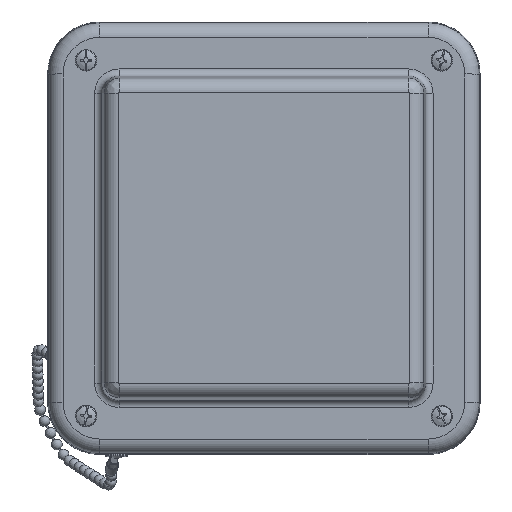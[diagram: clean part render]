
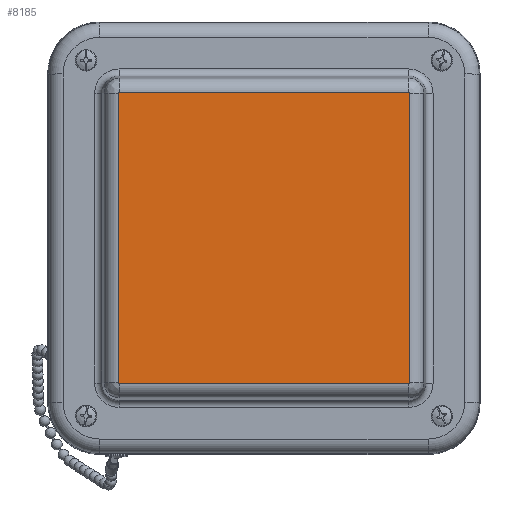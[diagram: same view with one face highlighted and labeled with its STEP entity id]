
A CAD part, top view. The second image highlights one B-rep face of the part: STEP entity #8185.
In plain terms, the highlighted planar face has unit normal (0, 0, 1).
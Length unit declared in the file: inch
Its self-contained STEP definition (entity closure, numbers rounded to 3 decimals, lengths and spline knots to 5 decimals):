
#557=LINE($,#15161,#950);
#560=LINE($,#15168,#953);
#561=LINE($,#15201,#954);
#564=LINE($,#15208,#957);
#950=VECTOR($,#11088,5.0411);
#953=VECTOR($,#11095,5.0411);
#954=VECTOR($,#11112,5.0411);
#957=VECTOR($,#11119,5.0411);
#1312=PLANE($,#9131);
#2137=FACE_OUTER_BOUND($,#2764,.T.);
#2764=EDGE_LOOP($,(#6808,#6809,#6810,#6811,#6812,#6813,#6814,#6815));
#3471=CIRCLE($,#9106,0.00858);
#3477=CIRCLE($,#9114,0.00858);
#3481=CIRCLE($,#9118,0.00858);
#3485=CIRCLE($,#9124,0.00858);
#4112=VERTEX_POINT($,#15150);
#4113=VERTEX_POINT($,#15152);
#4116=VERTEX_POINT($,#15159);
#4117=VERTEX_POINT($,#15164);
#4120=VERTEX_POINT($,#15179);
#4121=VERTEX_POINT($,#15192);
#4124=VERTEX_POINT($,#15199);
#4125=VERTEX_POINT($,#15204);
#5078=EDGE_CURVE($,#4112,#4113,#3471,.T.);
#5082=EDGE_CURVE($,#4116,#4112,#557,.T.);
#5086=EDGE_CURVE($,#4113,#4117,#560,.T.);
#5088=EDGE_CURVE($,#4120,#4116,#3477,.T.);
#5092=EDGE_CURVE($,#4117,#4121,#3481,.T.);
#5094=EDGE_CURVE($,#4124,#4120,#561,.T.);
#5098=EDGE_CURVE($,#4121,#4125,#564,.T.);
#5100=EDGE_CURVE($,#4125,#4124,#3485,.T.);
#6808=ORIENTED_EDGE($,*,*,#5078,.F.);
#6809=ORIENTED_EDGE($,*,*,#5082,.F.);
#6810=ORIENTED_EDGE($,*,*,#5088,.F.);
#6811=ORIENTED_EDGE($,*,*,#5094,.F.);
#6812=ORIENTED_EDGE($,*,*,#5100,.F.);
#6813=ORIENTED_EDGE($,*,*,#5098,.F.);
#6814=ORIENTED_EDGE($,*,*,#5092,.F.);
#6815=ORIENTED_EDGE($,*,*,#5086,.F.);
#8185=ADVANCED_FACE($,(#2137),#1312,.T.);
#9106=AXIS2_PLACEMENT_3D($,#15153,#11078,#11079);
#9114=AXIS2_PLACEMENT_3D($,#15181,#11098,#11099);
#9118=AXIS2_PLACEMENT_3D($,#15196,#11106,#11107);
#9124=AXIS2_PLACEMENT_3D($,#15219,#11122,#11123);
#9131=AXIS2_PLACEMENT_3D($,#15238,#11143,#11144);
#11078=DIRECTION('center_axis',(0.,0.,-1.));
#11079=DIRECTION('ref_axis',(0.707,-0.707,0.));
#11088=DIRECTION($,(0.,-1.,0.));
#11095=DIRECTION($,(-1.,0.,0.));
#11098=DIRECTION('center_axis',(0.,0.,-1.));
#11099=DIRECTION('ref_axis',(0.707,0.707,0.));
#11106=DIRECTION('center_axis',(0.,0.,-1.));
#11107=DIRECTION('ref_axis',(-0.707,-0.707,0.));
#11112=DIRECTION($,(1.,0.,0.));
#11119=DIRECTION($,(0.,1.,0.));
#11122=DIRECTION('center_axis',(0.,0.,-1.));
#11123=DIRECTION('ref_axis',(-0.707,0.707,0.));
#11143=DIRECTION('center_axis',(0.,0.,1.));
#11144=DIRECTION('ref_axis',(1.,0.,0.));
#15150=CARTESIAN_POINT('',(2.52913,-2.52055,2.26));
#15152=CARTESIAN_POINT('',(2.52055,-2.52913,2.26));
#15153=CARTESIAN_POINT('Origin',(2.52055,-2.52055,2.26));
#15159=CARTESIAN_POINT('',(2.52913,2.52055,2.26));
#15161=CARTESIAN_POINT($,(2.52913,2.52055,2.26));
#15164=CARTESIAN_POINT('',(-2.52055,-2.52913,2.26));
#15168=CARTESIAN_POINT($,(2.52055,-2.52913,2.26));
#15179=CARTESIAN_POINT('',(2.52055,2.52913,2.26));
#15181=CARTESIAN_POINT('Origin',(2.52055,2.52055,2.26));
#15192=CARTESIAN_POINT('',(-2.52913,-2.52055,2.26));
#15196=CARTESIAN_POINT('Origin',(-2.52055,-2.52055,2.26));
#15199=CARTESIAN_POINT('',(-2.52055,2.52913,2.26));
#15201=CARTESIAN_POINT($,(-2.52055,2.52913,2.26));
#15204=CARTESIAN_POINT('',(-2.52913,2.52055,2.26));
#15208=CARTESIAN_POINT($,(-2.52913,-2.52055,2.26));
#15219=CARTESIAN_POINT('Origin',(-2.52055,2.52055,2.26));
#15238=CARTESIAN_POINT('Origin',(0.,0.,2.26));
